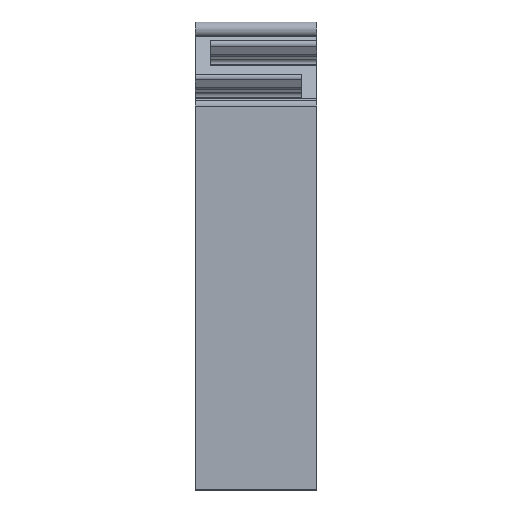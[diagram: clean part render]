
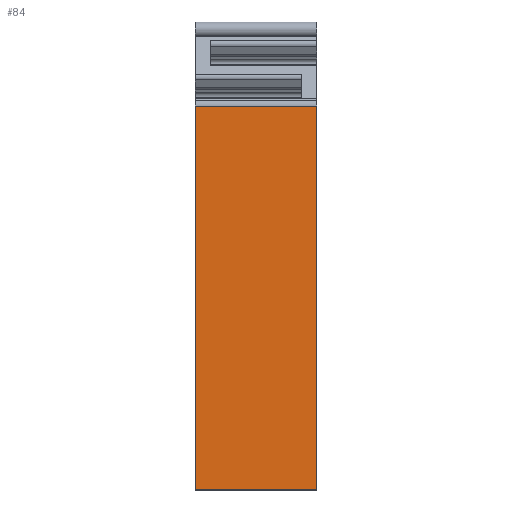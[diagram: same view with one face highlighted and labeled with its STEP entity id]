
A CAD part, left-side view. The second image highlights one B-rep face of the part: STEP entity #84.
In plain terms, the highlighted planar face has unit normal (-1, 0, 0).
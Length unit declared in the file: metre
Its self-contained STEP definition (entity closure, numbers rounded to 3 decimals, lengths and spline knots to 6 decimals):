
#84 = ADVANCED_FACE( '', ( #167 ), #168, .T. );
#167 = FACE_OUTER_BOUND( '', #313, .T. );
#168 = PLANE( '', #314 );
#313 = EDGE_LOOP( '', ( #592, #593, #594, #595 ) );
#314 = AXIS2_PLACEMENT_3D( '', #596, #597, #598 );
#592 = ORIENTED_EDGE( '', *, *, #1125, .F. );
#593 = ORIENTED_EDGE( '', *, *, #1099, .F. );
#594 = ORIENTED_EDGE( '', *, *, #1160, .T. );
#595 = ORIENTED_EDGE( '', *, *, #1178, .T. );
#596 = CARTESIAN_POINT( '', ( -0.014, -0.004, 0.021673 ) );
#597 = DIRECTION( '', ( -1., 0., 0. ) );
#598 = DIRECTION( '', ( 0., 0., 1. ) );
#1099 = EDGE_CURVE( '', #1331, #1329, #1333, .T. );
#1125 = EDGE_CURVE( '', #1329, #1382, #1383, .T. );
#1160 = EDGE_CURVE( '', #1331, #1449, #1451, .T. );
#1178 = EDGE_CURVE( '', #1449, #1382, #1485, .T. );
#1329 = VERTEX_POINT( '', #1697 );
#1331 = VERTEX_POINT( '', #1700 );
#1333 = LINE( '', #1703, #1704 );
#1382 = VERTEX_POINT( '', #1770 );
#1383 = LINE( '', #1771, #1772 );
#1449 = VERTEX_POINT( '', #1860 );
#1451 = LINE( '', #1862, #1863 );
#1485 = LINE( '', #1910, #1911 );
#1697 = CARTESIAN_POINT( '', ( -0.014, 0.004, -0.0035 ) );
#1700 = CARTESIAN_POINT( '', ( -0.014, -0.004, -0.0035 ) );
#1703 = CARTESIAN_POINT( '', ( -0.014, -0.004, -0.0035 ) );
#1704 = VECTOR( '', #2167, 1. );
#1770 = CARTESIAN_POINT( '', ( -0.014, 0.004, 0.021673 ) );
#1771 = CARTESIAN_POINT( '', ( -0.014, 0.004, 0.021673 ) );
#1772 = VECTOR( '', #2209, 1. );
#1860 = CARTESIAN_POINT( '', ( -0.014, -0.004, 0.021673 ) );
#1862 = CARTESIAN_POINT( '', ( -0.014, -0.004, 0.021673 ) );
#1863 = VECTOR( '', #2268, 1. );
#1910 = CARTESIAN_POINT( '', ( -0.014, -0.004, 0.021673 ) );
#1911 = VECTOR( '', #2294, 1. );
#2167 = DIRECTION( '', ( 0., 1., 0. ) );
#2209 = DIRECTION( '', ( 0., 0., 1. ) );
#2268 = DIRECTION( '', ( 0., 0., 1. ) );
#2294 = DIRECTION( '', ( 0., 1., 0. ) );
